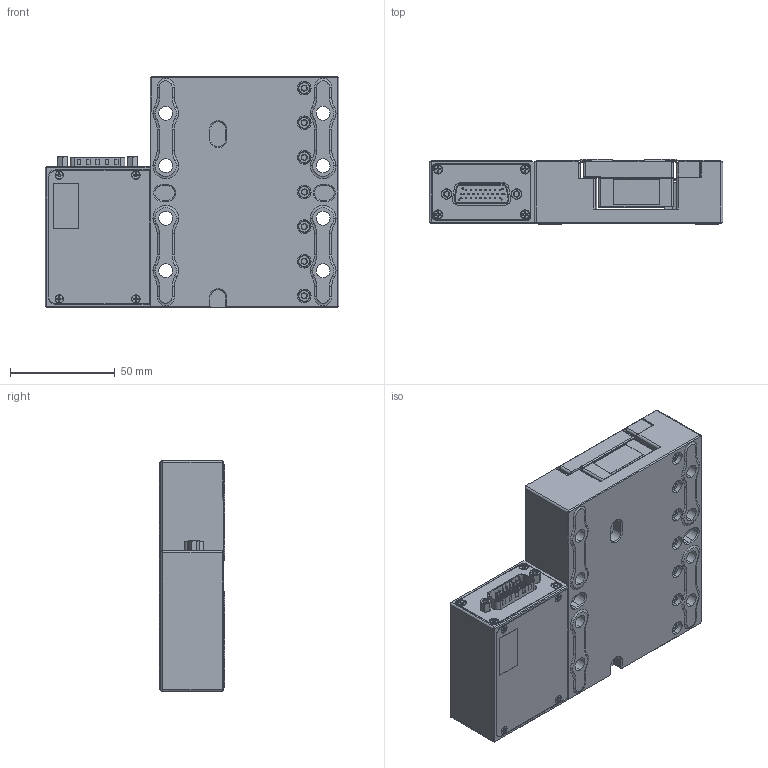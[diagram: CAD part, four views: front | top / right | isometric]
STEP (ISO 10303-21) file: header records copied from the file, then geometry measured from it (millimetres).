
FILE_DESCRIPTION (( 'STEP AP214' ), '1' );
FILE_NAME ('LDA025A-AE53T10A.STEP', '2024-08-21T18:33:30', ( '' ), ( '' ), 'SwSTEP 2.0', 'SolidWorks 2019', '' );
FILE_SCHEMA (( 'AUTOMOTIVE_DESIGN' ));
Length unit declared in the file: millimetre
Products named in the file (21): LDA025A-AE53T10A; Screw M3 SHCS_06mm; Screw M3 SHCS_22mm; LDA Peripheral Controller Housing Bottom Cover; LDA Peripheral Faceplate; Label_Manufacturing; Label_Standard36; LDA Carriage_LDA025 Customer Facing; Label_Magnet Warning; LDA Controller Housing Assembly - Peripheral_Customer Facing; LDA Finish Machined Base Assembly_LDA025 Customer Facing; LDA Carriage Assembly_LDA025 Customer Facing; LDA Peripheral Controller Housing; LDA Base Assembly_LDA025-10 Customer Facing; Hydra26 PCB_CF; LDA Hard Stop Bracket; Standoff, M-F, #4-40, 0.1875in Hex_0.1875in; LDA Rail Support_LDA025 Customer Facing; Screw M2 Flat Phillips_04mm; Label_Calibration; LDA Base_LDA025 Customer Facing
Assembly tree (41 placements, depth 4):
  LDA025A-AE53T10A
    LDA Base Assembly_LDA025-10 Customer Facing
      LDA Finish Machined Base Assembly_LDA025 Customer Facing
        LDA Base_LDA025 Customer Facing
        LDA Rail Support_LDA025 Customer Facing
        Screw M3 SHCS_22mm  x7
      LDA Controller Housing Assembly - Peripheral_Customer Facing
        Label_Calibration
        Label_Standard36
        Label_Manufacturing
        LDA Peripheral Controller Housing
        LDA Peripheral Faceplate
        LDA Peripheral Controller Housing Bottom Cover
        Hydra26 PCB_CF
        Standoff, M-F, #4-40, 0.1875in Hex_0.1875in  x2
        Screw M2 Flat Phillips_04mm  x8
    LDA Carriage Assembly_LDA025 Customer Facing
      LDA Carriage_LDA025 Customer Facing
      LDA Hard Stop Bracket  x2
      Screw M3 SHCS_06mm  x6
      Label_Magnet Warning  x2
Bounding box: 140 x 31 x 110 mm (x, y, z)
Volume: 253666.5 mm3; surface area: 103236.1 mm2
Topology: 37 solids, 37 shells, 1961 faces, 4770 edges, 2962 vertices
Faces by surface type: plane 772, cylinder 618, cone 403, bspline 108, torus 60
Entity records: 51355 total; most frequent: CARTESIAN_POINT 12276, DIRECTION 7030, ORIENTED_EDGE 6708, EDGE_CURVE 3354, AXIS2_PLACEMENT_3D 2632, VERTEX_POINT 2156, LINE 1766, VECTOR 1766
